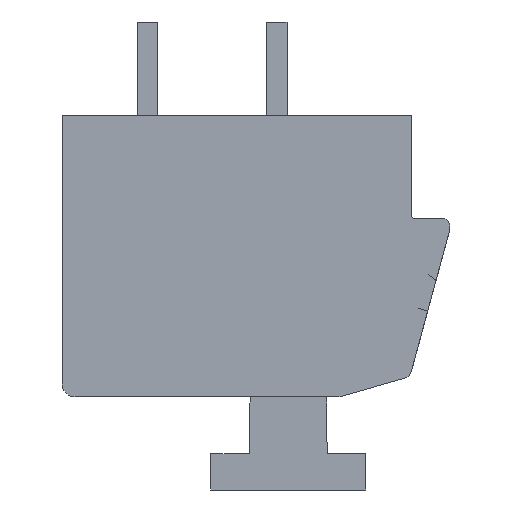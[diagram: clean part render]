
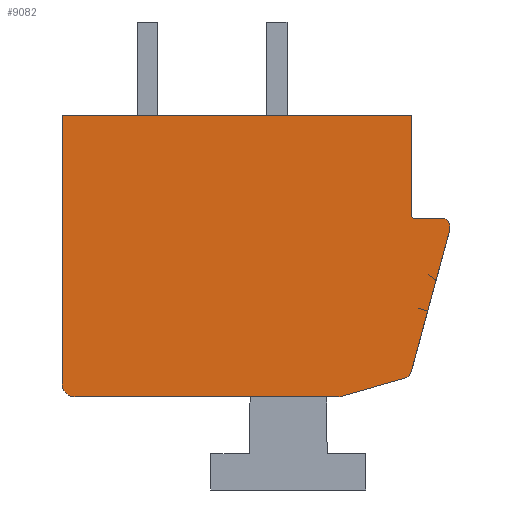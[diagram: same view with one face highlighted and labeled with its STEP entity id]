
A CAD part, front view. The second image highlights one B-rep face of the part: STEP entity #9082.
In plain terms, the highlighted planar face has unit normal (0, -1, 0).
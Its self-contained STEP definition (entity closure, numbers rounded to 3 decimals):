
#1=CARTESIAN_POINT('',(7.2,-73.75,1.15));
#2=DIRECTION('',(0.,-1.,0.));
#3=DIRECTION('',(1.,0.,0.));
#4=AXIS2_PLACEMENT_3D('',#1,#2,#3);
#6=DIRECTION('',(0.,0.,-1.));
#7=VECTOR('',#6,0.119);
#8=CARTESIAN_POINT('',(7.5,-73.75,1.15));
#9=LINE('',#8,#7);
#10=DIRECTION('',(0.262,0.,0.965));
#11=VECTOR('',#10,5.739);
#12=CARTESIAN_POINT('',(5.994,-73.75,-4.507));
#13=LINE('',#12,#11);
#14=CARTESIAN_POINT('',(5.705,-73.75,-4.428));
#15=DIRECTION('',(0.,-1.,0.));
#16=DIRECTION('',(0.274,0.,-0.962));
#17=AXIS2_PLACEMENT_3D('',#14,#15,#16);
#19=DIRECTION('',(0.962,0.,0.274));
#20=VECTOR('',#19,2.679);
#21=CARTESIAN_POINT('',(3.21,-73.75,-5.45));
#22=LINE('',#21,#20);
#23=DIRECTION('',(-1.,0.,0.));
#24=VECTOR('',#23,10.21);
#25=CARTESIAN_POINT('',(3.21,-73.75,-5.45));
#26=LINE('',#25,#24);
#27=CARTESIAN_POINT('',(-7.,-73.75,-4.95));
#28=DIRECTION('',(0.,-1.,0.));
#29=DIRECTION('',(-1.,0.,0.));
#30=AXIS2_PLACEMENT_3D('',#27,#28,#29);
#32=DIRECTION('',(0.,0.,1.));
#33=VECTOR('',#32,10.4);
#34=CARTESIAN_POINT('',(-7.5,-73.75,-4.95));
#35=LINE('',#34,#33);
#36=DIRECTION('',(1.,0.,0.));
#37=VECTOR('',#36,13.5);
#38=CARTESIAN_POINT('',(-7.5,-73.75,5.45));
#39=LINE('',#38,#37);
#40=DIRECTION('',(0.,0.,-1.));
#41=VECTOR('',#40,3.85);
#42=CARTESIAN_POINT('',(6.,-73.75,5.45));
#43=LINE('',#42,#41);
#44=DIRECTION('',(1.,0.,0.));
#45=VECTOR('',#44,1.05);
#46=CARTESIAN_POINT('',(6.15,-73.75,1.45));
#47=LINE('',#46,#45);
#60=CARTESIAN_POINT('',(6.15,-73.75,1.6));
#61=DIRECTION('',(0.,1.,0.));
#62=DIRECTION('',(0.,0.,-1.));
#63=AXIS2_PLACEMENT_3D('',#60,#61,#62);
#7233=CARTESIAN_POINT('',(-7.5,-73.75,5.45));
#7234=CARTESIAN_POINT('',(6.,-73.75,5.45));
#7235=VERTEX_POINT('',#7233);
#7236=VERTEX_POINT('',#7234);
#7237=CARTESIAN_POINT('',(6.,-73.75,1.6));
#7238=VERTEX_POINT('',#7237);
#7239=CARTESIAN_POINT('',(6.15,-73.75,1.45));
#7240=VERTEX_POINT('',#7239);
#7241=CARTESIAN_POINT('',(7.5,-73.75,1.15));
#7242=CARTESIAN_POINT('',(7.2,-73.75,1.45));
#7243=VERTEX_POINT('',#7241);
#7244=VERTEX_POINT('',#7242);
#7245=CARTESIAN_POINT('',(5.787,-73.75,-4.716));
#7246=CARTESIAN_POINT('',(5.994,-73.75,-4.507));
#7247=VERTEX_POINT('',#7245);
#7248=VERTEX_POINT('',#7246);
#7249=CARTESIAN_POINT('',(-7.5,-73.75,-4.95));
#7250=CARTESIAN_POINT('',(-7.,-73.75,-5.45));
#7251=VERTEX_POINT('',#7249);
#7252=VERTEX_POINT('',#7250);
#7253=CARTESIAN_POINT('',(3.21,-73.75,-5.45));
#7254=VERTEX_POINT('',#7253);
#7255=CARTESIAN_POINT('',(7.5,-73.75,1.031));
#7256=VERTEX_POINT('',#7255);
#9051=CARTESIAN_POINT('',(0.,-73.75,0.));
#9052=DIRECTION('',(0.,1.,0.));
#9053=DIRECTION('',(1.,0.,0.));
#9054=AXIS2_PLACEMENT_3D('',#9051,#9052,#9053);
#9055=PLANE('',#9054);
#9057=ORIENTED_EDGE('',*,*,#9056,.F.);
#9059=ORIENTED_EDGE('',*,*,#9058,.T.);
#9061=ORIENTED_EDGE('',*,*,#9060,.F.);
#9063=ORIENTED_EDGE('',*,*,#9062,.F.);
#9065=ORIENTED_EDGE('',*,*,#9064,.F.);
#9067=ORIENTED_EDGE('',*,*,#9066,.T.);
#9069=ORIENTED_EDGE('',*,*,#9068,.F.);
#9071=ORIENTED_EDGE('',*,*,#9070,.T.);
#9073=ORIENTED_EDGE('',*,*,#9072,.T.);
#9075=ORIENTED_EDGE('',*,*,#9074,.T.);
#9077=ORIENTED_EDGE('',*,*,#9076,.F.);
#9079=ORIENTED_EDGE('',*,*,#9078,.T.);
#9080=EDGE_LOOP('',(#9057,#9059,#9061,#9063,#9065,#9067,#9069,#9071,#9073,#9075,
#9077,#9079));
#9081=FACE_OUTER_BOUND('',#9080,.F.);
#9082=ADVANCED_FACE('',(#9081),#9055,.F.);
#5=CIRCLE('',#4,0.3);
#18=CIRCLE('',#17,0.3);
#31=CIRCLE('',#30,0.5);
#64=CIRCLE('',#63,0.15);
#9056=EDGE_CURVE('',#7243,#7244,#5,.T.);
#9058=EDGE_CURVE('',#7243,#7256,#9,.T.);
#9060=EDGE_CURVE('',#7248,#7256,#13,.T.);
#9062=EDGE_CURVE('',#7247,#7248,#18,.T.);
#9064=EDGE_CURVE('',#7254,#7247,#22,.T.);
#9066=EDGE_CURVE('',#7254,#7252,#26,.T.);
#9068=EDGE_CURVE('',#7251,#7252,#31,.T.);
#9070=EDGE_CURVE('',#7251,#7235,#35,.T.);
#9072=EDGE_CURVE('',#7235,#7236,#39,.T.);
#9074=EDGE_CURVE('',#7236,#7238,#43,.T.);
#9076=EDGE_CURVE('',#7240,#7238,#64,.T.);
#9078=EDGE_CURVE('',#7240,#7244,#47,.T.);
